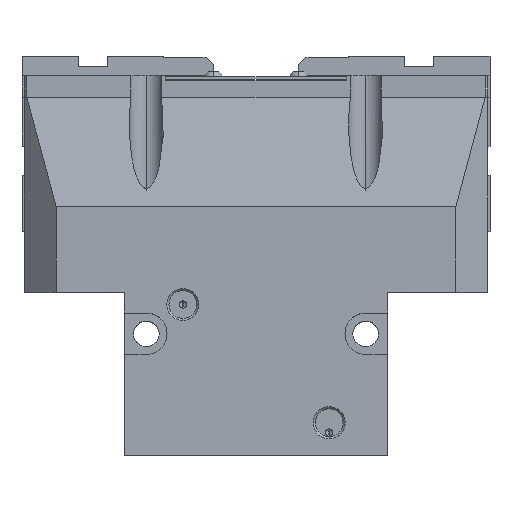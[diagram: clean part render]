
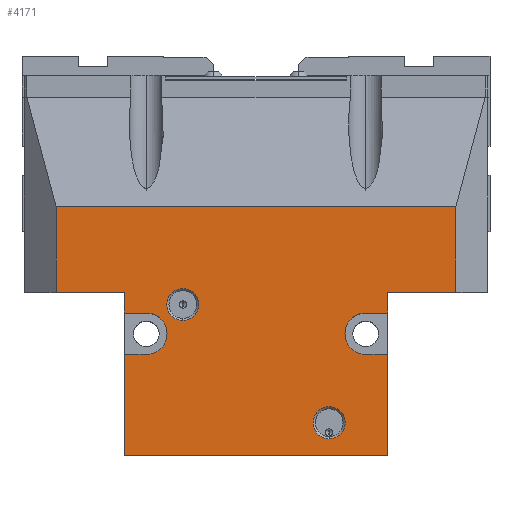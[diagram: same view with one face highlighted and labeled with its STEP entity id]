
A CAD part, top view. The second image highlights one B-rep face of the part: STEP entity #4171.
In plain terms, the highlighted planar face has unit normal (0, 0, 1).
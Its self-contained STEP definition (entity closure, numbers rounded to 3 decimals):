
#1913 = EDGE_CURVE( '', #4863, #2985, #5646, .T. );
#2207 = VERTEX_POINT( '', #5975 );
#2371 = EDGE_CURVE( '', #4227, #5233, #6161, .T. );
#2491 = VERTEX_POINT( '', #6299 );
#2693 = EDGE_CURVE( '', #5431, #3461, #6526, .T. );
#2713 = VERTEX_POINT( '', #6546 );
#2875 = EDGE_CURVE( '', #3077, #2491, #6724, .T. );
#2881 = EDGE_CURVE( '', #3461, #3065, #6731, .T. );
#2887 = EDGE_CURVE( '', #2985, #4053, #6737, .T. );
#2985 = VERTEX_POINT( '', #6848 );
#3065 = VERTEX_POINT( '', #6939 );
#3077 = VERTEX_POINT( '', #6954 );
#3167 = VERTEX_POINT( '', #7048 );
#3177 = VERTEX_POINT( '', #7059 );
#3273 = EDGE_CURVE( '', #5233, #5339, #7164, .T. );
#3461 = VERTEX_POINT( '', #7372 );
#3621 = EDGE_CURVE( '', #2207, #4053, #7545, .T. );
#3633 = EDGE_CURVE( '', #3167, #2713, #7558, .T. );
#3657 = EDGE_CURVE( '', #3947, #5595, #7583, .T. );
#3723 = EDGE_CURVE( '', #3177, #3947, #7652, .T. );
#3757 = EDGE_CURVE( '', #5595, #5023, #7686, .T. );
#3909 = EDGE_CURVE( '', #2207, #3177, #7854, .T. );
#3947 = VERTEX_POINT( '', #7896 );
#4019 = EDGE_CURVE( '', #5339, #4263, #7977, .T. );
#4053 = VERTEX_POINT( '', #8018 );
#4089 = EDGE_CURVE( '', #5023, #5431, #8057, .T. );
#4171 = ADVANCED_FACE( '', ( #8158, #8159, #8160 ), #8161, .T. );
#4219 = EDGE_CURVE( '', #3065, #4503, #8217, .T. );
#4227 = VERTEX_POINT( '', #8227 );
#4263 = VERTEX_POINT( '', #8267 );
#4335 = EDGE_CURVE( '', #2491, #3077, #8346, .T. );
#4483 = EDGE_CURVE( '', #4263, #4863, #8516, .T. );
#4503 = VERTEX_POINT( '', #8538 );
#4863 = VERTEX_POINT( '', #8935 );
#5023 = VERTEX_POINT( '', #9106 );
#5233 = VERTEX_POINT( '', #9335 );
#5241 = EDGE_CURVE( '', #2713, #3167, #9345, .T. );
#5281 = EDGE_CURVE( '', #4503, #4227, #9389, .T. );
#5339 = VERTEX_POINT( '', #9457 );
#5431 = VERTEX_POINT( '', #9555 );
#5595 = VERTEX_POINT( '', #9738 );
#5646 = LINE( '', #9795, #9796 );
#5975 = CARTESIAN_POINT( '', ( 54., 0., 42.5 ) );
#6161 = LINE( '', #10552, #10553 );
#6299 = CARTESIAN_POINT( '', ( 30., 20.079, 42.5 ) );
#6526 = LINE( '', #11077, #11078 );
#6546 = CARTESIAN_POINT( '', ( -30., 68.579, 42.5 ) );
#6724 = CIRCLE( '', #11402, 6.579 );
#6731 = LINE( '', #11411, #11412 );
#6737 = LINE( '', #11421, #11422 );
#6848 = CARTESIAN_POINT( '', ( -54., 41.5, 42.5 ) );
#6939 = CARTESIAN_POINT( '', ( 82., 102.215, 42.5 ) );
#6954 = CARTESIAN_POINT( '', ( 30., 6.922, 42.5 ) );
#7048 = CARTESIAN_POINT( '', ( -30., 55.422, 42.5 ) );
#7059 = CARTESIAN_POINT( '', ( 54., 41.5, 42.5 ) );
#7164 = LINE( '', #12097, #12098 );
#7372 = CARTESIAN_POINT( '', ( 82., 67., 42.5 ) );
#7545 = LINE( '', #12730, #12731 );
#7558 = CIRCLE( '', #12751, 6.578 );
#7583 = CIRCLE( '', #12791, 8.5 );
#7652 = LINE( '', #12893, #12894 );
#7686 = LINE( '', #12999, #13000 );
#7854 = LINE( '', #13279, #13280 );
#7896 = CARTESIAN_POINT( '', ( 45., 41.5, 42.5 ) );
#7977 = LINE( '', #13466, #13467 );
#8018 = CARTESIAN_POINT( '', ( -54., 0., 42.5 ) );
#8057 = LINE( '', #13570, #13571 );
#8158 = FACE_BOUND( '', #13701, .T. );
#8159 = FACE_BOUND( '', #13702, .T. );
#8160 = FACE_OUTER_BOUND( '', #13703, .T. );
#8161 = PLANE( '', #13704 );
#8217 = LINE( '', #13776, #13777 );
#8227 = CARTESIAN_POINT( '', ( -82., 67., 42.5 ) );
#8267 = CARTESIAN_POINT( '', ( -45., 58.5, 42.5 ) );
#8346 = CIRCLE( '', #13955, 6.579 );
#8516 = CIRCLE( '', #14241, 8.5 );
#8538 = CARTESIAN_POINT( '', ( -82., 102.215, 42.5 ) );
#8935 = CARTESIAN_POINT( '', ( -45., 41.5, 42.5 ) );
#9106 = CARTESIAN_POINT( '', ( 54., 58.5, 42.5 ) );
#9335 = CARTESIAN_POINT( '', ( -54., 67., 42.5 ) );
#9345 = CIRCLE( '', #15710, 6.578 );
#9389 = LINE( '', #15764, #15765 );
#9457 = CARTESIAN_POINT( '', ( -54., 58.5, 42.5 ) );
#9555 = CARTESIAN_POINT( '', ( 54., 67., 42.5 ) );
#9738 = CARTESIAN_POINT( '', ( 45., 58.5, 42.5 ) );
#9795 = CARTESIAN_POINT( '', ( 12.5, 41.5, 42.5 ) );
#9796 = VECTOR( '', #16366, 1. );
#10552 = CARTESIAN_POINT( '', ( 20.5, 67., 42.5 ) );
#10553 = VECTOR( '', #16970, 1. );
#11077 = CARTESIAN_POINT( '', ( 95., 67., 42.5 ) );
#11078 = VECTOR( '', #17437, 1. );
#11402 = AXIS2_PLACEMENT_3D( '', #17651, #17652, #17653 );
#11411 = CARTESIAN_POINT( '', ( 82., 51.108, 42.5 ) );
#11412 = VECTOR( '', #17665, 1. );
#11421 = CARTESIAN_POINT( '', ( -54., 51.108, 42.5 ) );
#11422 = VECTOR( '', #17667, 1. );
#12097 = CARTESIAN_POINT( '', ( -54., 51.108, 42.5 ) );
#12098 = VECTOR( '', #18143, 1. );
#12730 = CARTESIAN_POINT( '', ( 95., 0., 42.5 ) );
#12731 = VECTOR( '', #18563, 1. );
#12751 = AXIS2_PLACEMENT_3D( '', #18574, #18575, #18576 );
#12791 = AXIS2_PLACEMENT_3D( '', #18596, #18597, #18598 );
#12893 = CARTESIAN_POINT( '', ( 70., 41.5, 42.5 ) );
#12894 = VECTOR( '', #18656, 1. );
#12999 = CARTESIAN_POINT( '', ( 82.5, 58.5, 42.5 ) );
#13000 = VECTOR( '', #18668, 1. );
#13279 = CARTESIAN_POINT( '', ( 54., 84.608, 42.5 ) );
#13280 = VECTOR( '', #18852, 1. );
#13466 = CARTESIAN_POINT( '', ( 25., 58.5, 42.5 ) );
#13467 = VECTOR( '', #18999, 1. );
#13570 = CARTESIAN_POINT( '', ( 54., 84.608, 42.5 ) );
#13571 = VECTOR( '', #19095, 1. );
#13701 = EDGE_LOOP( '', ( #19245, #19246 ) );
#13702 = EDGE_LOOP( '', ( #19247, #19248 ) );
#13703 = EDGE_LOOP( '', ( #19249, #19250, #19251, #19252, #19253, #19254, #19255, #19256, #19257, #19258, #19259, #19260, #19261, #19262, #19263, #19264 ) );
#13704 = AXIS2_PLACEMENT_3D( '', #19265, #19266, #19267 );
#13776 = CARTESIAN_POINT( '', ( 95., 102.215, 42.5 ) );
#13777 = VECTOR( '', #19334, 1. );
#13955 = AXIS2_PLACEMENT_3D( '', #19473, #19474, #19475 );
#14241 = AXIS2_PLACEMENT_3D( '', #19691, #19692, #19693 );
#15710 = AXIS2_PLACEMENT_3D( '', #20510, #20511, #20512 );
#15764 = CARTESIAN_POINT( '', ( -82., 51.108, 42.5 ) );
#15765 = VECTOR( '', #20561, 1. );
#16366 = DIRECTION( '', ( -1., 0., 0. ) );
#16970 = DIRECTION( '', ( 1., 0., 0. ) );
#17437 = DIRECTION( '', ( 1., 0., 0. ) );
#17651 = CARTESIAN_POINT( '', ( 30., 13.5, 42.5 ) );
#17652 = DIRECTION( '', ( 0., 0., -1. ) );
#17653 = DIRECTION( '', ( 0., 1., 0. ) );
#17665 = DIRECTION( '', ( 0., 1., 0. ) );
#17667 = DIRECTION( '', ( 0., -1., 0. ) );
#18143 = DIRECTION( '', ( 0., -1., 0. ) );
#18563 = DIRECTION( '', ( -1., 0., 0. ) );
#18574 = CARTESIAN_POINT( '', ( -30., 62., 42.5 ) );
#18575 = DIRECTION( '', ( 0., 0., -1. ) );
#18576 = DIRECTION( '', ( 0., 1., 0. ) );
#18596 = CARTESIAN_POINT( '', ( 45., 50., 42.5 ) );
#18597 = DIRECTION( '', ( 0., 0., -1. ) );
#18598 = DIRECTION( '', ( 0., 1., 0. ) );
#18656 = DIRECTION( '', ( -1., 0., 0. ) );
#18668 = DIRECTION( '', ( 1., 0., 0. ) );
#18852 = DIRECTION( '', ( 0., 1., 0. ) );
#18999 = DIRECTION( '', ( 1., 0., 0. ) );
#19095 = DIRECTION( '', ( 0., 1., 0. ) );
#19245 = ORIENTED_EDGE( '', *, *, #4335, .T. );
#19246 = ORIENTED_EDGE( '', *, *, #2875, .T. );
#19247 = ORIENTED_EDGE( '', *, *, #5241, .T. );
#19248 = ORIENTED_EDGE( '', *, *, #3633, .T. );
#19249 = ORIENTED_EDGE( '', *, *, #3723, .T. );
#19250 = ORIENTED_EDGE( '', *, *, #3657, .T. );
#19251 = ORIENTED_EDGE( '', *, *, #3757, .T. );
#19252 = ORIENTED_EDGE( '', *, *, #4089, .T. );
#19253 = ORIENTED_EDGE( '', *, *, #2693, .T. );
#19254 = ORIENTED_EDGE( '', *, *, #2881, .T. );
#19255 = ORIENTED_EDGE( '', *, *, #4219, .T. );
#19256 = ORIENTED_EDGE( '', *, *, #5281, .T. );
#19257 = ORIENTED_EDGE( '', *, *, #2371, .T. );
#19258 = ORIENTED_EDGE( '', *, *, #3273, .T. );
#19259 = ORIENTED_EDGE( '', *, *, #4019, .T. );
#19260 = ORIENTED_EDGE( '', *, *, #4483, .T. );
#19261 = ORIENTED_EDGE( '', *, *, #1913, .T. );
#19262 = ORIENTED_EDGE( '', *, *, #2887, .T. );
#19263 = ORIENTED_EDGE( '', *, *, #3621, .F. );
#19264 = ORIENTED_EDGE( '', *, *, #3909, .T. );
#19265 = CARTESIAN_POINT( '', ( 95., 102.215, 42.5 ) );
#19266 = DIRECTION( '', ( 0., 0., 1. ) );
#19267 = DIRECTION( '', ( 0., 1., 0. ) );
#19334 = DIRECTION( '', ( -1., 0., 0. ) );
#19473 = CARTESIAN_POINT( '', ( 30., 13.5, 42.5 ) );
#19474 = DIRECTION( '', ( 0., 0., -1. ) );
#19475 = DIRECTION( '', ( 0., 1., 0. ) );
#19691 = CARTESIAN_POINT( '', ( -45., 50., 42.5 ) );
#19692 = DIRECTION( '', ( 0., 0., -1. ) );
#19693 = DIRECTION( '', ( 0., -1., 0. ) );
#20510 = CARTESIAN_POINT( '', ( -30., 62., 42.5 ) );
#20511 = DIRECTION( '', ( 0., 0., -1. ) );
#20512 = DIRECTION( '', ( 0., 1., 0. ) );
#20561 = DIRECTION( '', ( 0., -1., 0. ) );
